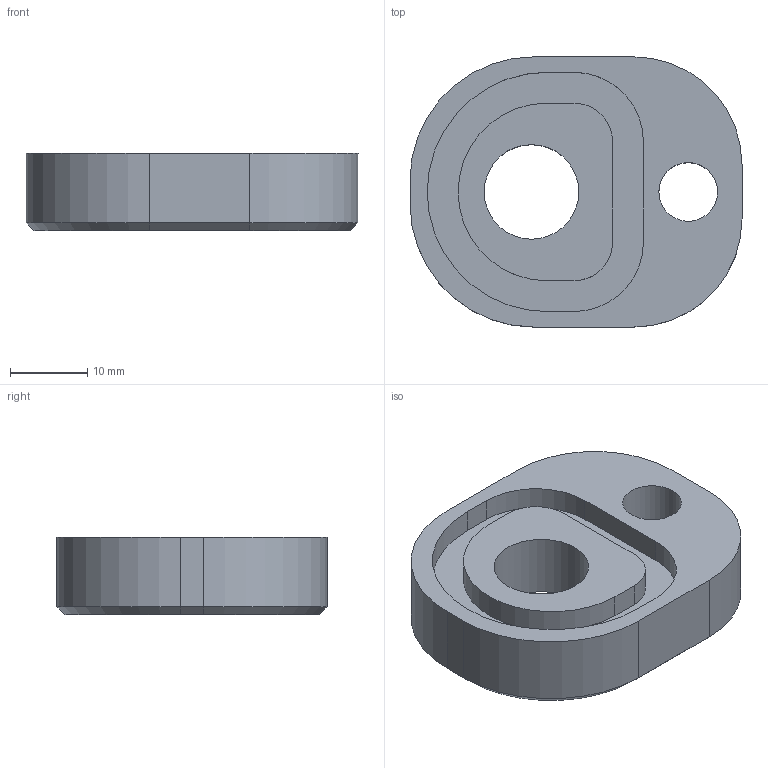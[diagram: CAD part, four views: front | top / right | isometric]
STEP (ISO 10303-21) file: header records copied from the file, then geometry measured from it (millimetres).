
FILE_DESCRIPTION(/* description */ (''),/* implementation_level */ '2;1');
FILE_NAME(/* name */ 'carterontluchtingsplaat_klein_Rev1 v5.step',/* time_stamp */ '2021-03-27T13:45:56+01:00',/* author */ (''),/* organization */ (''),/* preprocessor_version */ 'ST-DEVELOPER v18.1',/* originating_system */ 'Autodesk Translation Framework v9.10.0.1330',/* authorisation */ '');
FILE_SCHEMA (('AUTOMOTIVE_DESIGN { 1 0 10303 214 3 1 1 }'));
Length unit declared in the file: millimetre
Products named in the file (1): (Unsaved)
Bounding box: 43 x 35 x 10 mm (x, y, z)
Volume: 10040.1 mm3; surface area: 4694.5 mm2
Topology: 1 solids, 1 shells, 36 faces, 85 edges, 54 vertices
Faces by surface type: plane 19, cylinder 13, cone 4
Full cylindrical faces by diameter (mm): 7.6 x1, 12.25 x1, 20.5 x1
Entity records: 1083 total; most frequent: DIRECTION 189, CARTESIAN_POINT 176, ORIENTED_EDGE 170, EDGE_CURVE 85, AXIS2_PLACEMENT_3D 67, LINE 55, VECTOR 55, VERTEX_POINT 54
